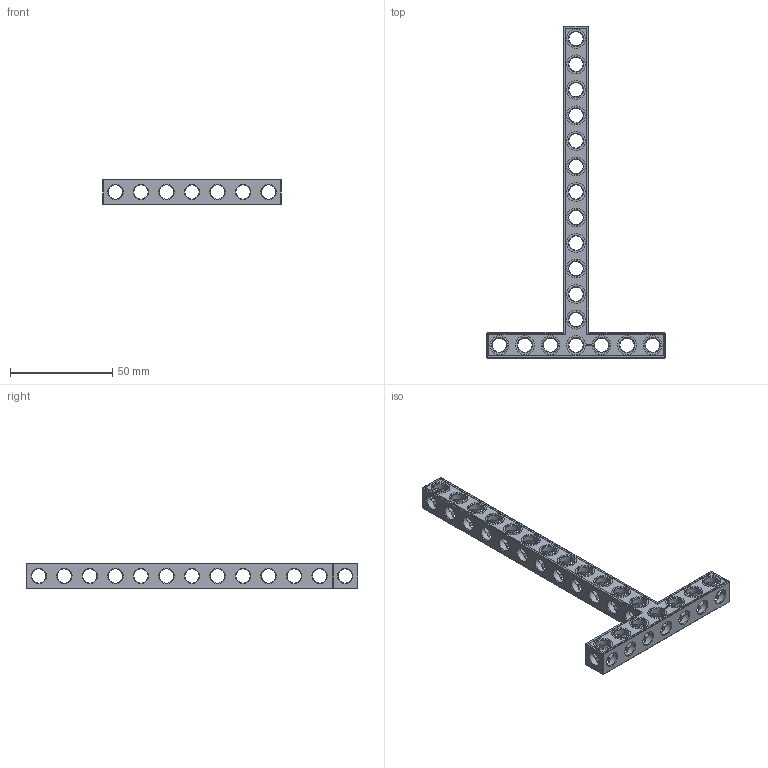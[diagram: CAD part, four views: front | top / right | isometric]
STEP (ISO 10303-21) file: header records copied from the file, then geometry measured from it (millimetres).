
FILE_DESCRIPTION(('FreeCAD Model'),'2;1');
FILE_NAME('Open CASCADE Shape Model','2021-08-09T15:16:04',( 'Paulo Kiefe'),('STEMFIE.org'),'Open CASCADE STEP processor 7.4', 'FreeCAD','Unknown');
FILE_SCHEMA(('AUTOMOTIVE_DESIGN { 1 0 10303 214 1 1 1 1 }'));
Products named in the file (1): Beam_TSH_SYM_ESS_BU07x13x01_-_SPN-BEM-1049_(stemfie.org)
Bounding box: 87.5 x 162.5 x 12.5 mm (x, y, z)
Volume: 18543.8 mm3; surface area: 16702.2 mm2
Topology: 1 solids, 1 shells, 741 faces, 2235 edges, 1475 vertices
Faces by surface type: plane 404, extrusion 138, cylinder 119, cone 80
Full cylindrical faces by diameter (mm): 7 x96, 9.2 x19
Entity records: 66530 total; most frequent: CARTESIAN_POINT 19053, DIRECTION 7059, VECTOR 4548, ORIENTED_EDGE 4470, PCURVE 4470, DEFINITIONAL_REPRESENTATION 4470, LINE 4410, EDGE_CURVE 2235
